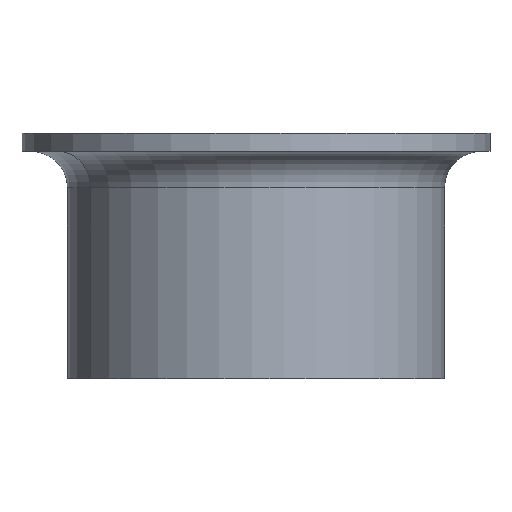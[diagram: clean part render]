
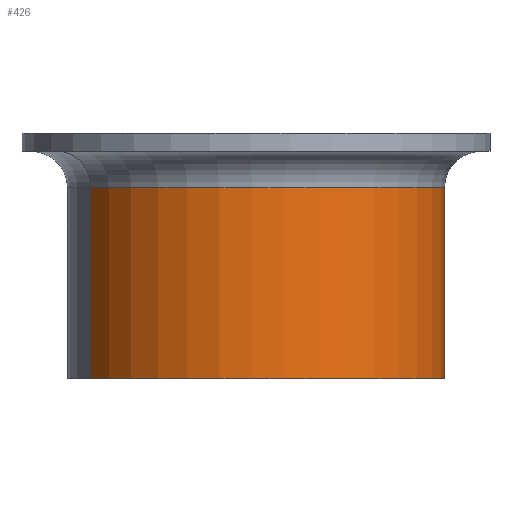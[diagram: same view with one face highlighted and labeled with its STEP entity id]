
A CAD part, left-side view. The second image highlights one B-rep face of the part: STEP entity #426.
In plain terms, the highlighted cylindrical face has radius 20.75 mm (diameter 41.5 mm), a partial arc.
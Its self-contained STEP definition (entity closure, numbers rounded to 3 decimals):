
#370=CARTESIAN_POINT('Axis2P3D Location',(0.,0.,13.5)) ;
#375=CARTESIAN_POINT('Line Origine',(9.948,-18.21,12.5)) ;
#379=CARTESIAN_POINT('Vertex',(9.948,-18.21,0.)) ;
#381=CARTESIAN_POINT('Vertex',(9.948,-18.21,21.)) ;
#388=CARTESIAN_POINT('Vertex',(-9.948,18.21,0.)) ;
#391=CARTESIAN_POINT('Line Origine',(-9.948,18.21,12.5)) ;
#395=CARTESIAN_POINT('Vertex',(-9.948,18.21,21.)) ;
#410=CARTESIAN_POINT('Axis2P3D Location',(0.,0.,0.)) ;
#415=CARTESIAN_POINT('Axis2P3D Location',(0.,0.,21.)) ;
#371=DIRECTION('Axis2P3D Direction',(0.,0.,1.)) ;
#372=DIRECTION('Axis2P3D XDirection',(-0.479,0.878,0.)) ;
#376=DIRECTION('Vector Direction',(0.,0.,1.)) ;
#392=DIRECTION('Vector Direction',(0.,0.,1.)) ;
#411=DIRECTION('Axis2P3D Direction',(0.,0.,1.)) ;
#416=DIRECTION('Axis2P3D Direction',(0.,0.,1.)) ;
#373=AXIS2_PLACEMENT_3D('Cylinder Axis2P3D',#370,#371,#372) ;
#412=AXIS2_PLACEMENT_3D('Circle Axis2P3D',#410,#411,$) ;
#417=AXIS2_PLACEMENT_3D('Circle Axis2P3D',#415,#416,$) ;
#421=ORIENTED_EDGE('',*,*,#397,.F.) ;
#422=ORIENTED_EDGE('',*,*,#414,.T.) ;
#423=ORIENTED_EDGE('',*,*,#383,.T.) ;
#424=ORIENTED_EDGE('',*,*,#419,.T.) ;
#377=VECTOR('Line Direction',#376,1.) ;
#393=VECTOR('Line Direction',#392,1.) ;
#426=ADVANCED_FACE('Corps principal',(#425),#374,.T.) ;
#413=CIRCLE('generated circle',#412,20.75) ;
#418=CIRCLE('generated circle',#417,20.75) ;
#374=CYLINDRICAL_SURFACE('generated cylinder',#373,20.75) ;
#383=EDGE_CURVE('',#380,#382,#378,.T.) ;
#397=EDGE_CURVE('',#389,#396,#394,.T.) ;
#414=EDGE_CURVE('',#389,#380,#413,.T.) ;
#419=EDGE_CURVE('',#382,#396,#418,.F.) ;
#420=EDGE_LOOP('',(#421,#422,#423,#424)) ;
#425=FACE_OUTER_BOUND('',#420,.T.) ;
#378=LINE('Line',#375,#377) ;
#394=LINE('Line',#391,#393) ;
#380=VERTEX_POINT('',#379) ;
#382=VERTEX_POINT('',#381) ;
#389=VERTEX_POINT('',#388) ;
#396=VERTEX_POINT('',#395) ;
